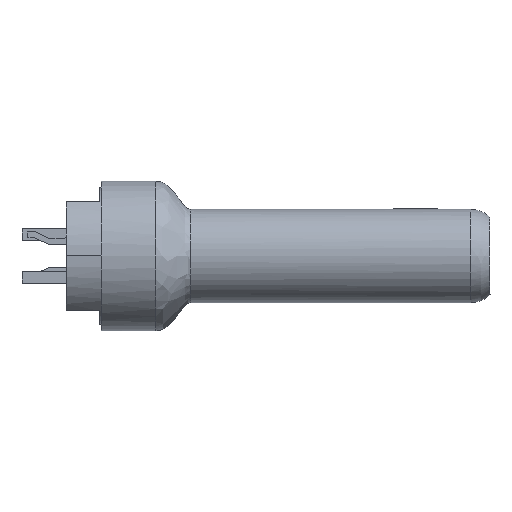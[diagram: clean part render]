
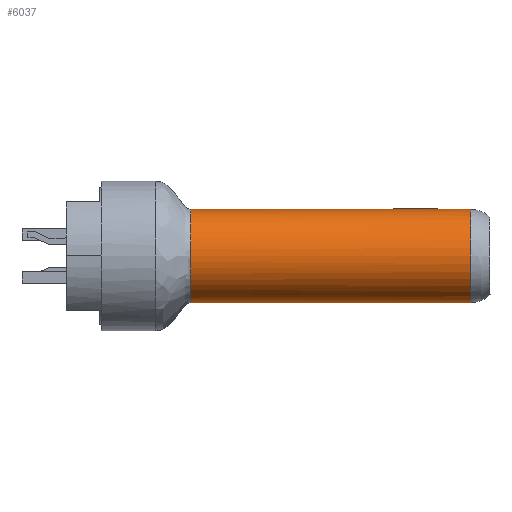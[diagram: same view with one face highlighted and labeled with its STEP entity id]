
A CAD part, left-side view. The second image highlights one B-rep face of the part: STEP entity #6037.
In plain terms, the highlighted cylindrical face has radius 1.2 mm (diameter 2.4 mm), a partial arc.
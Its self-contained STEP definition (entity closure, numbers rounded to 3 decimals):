
#606 = ORIENTED_EDGE ( 'NONE', *, *, #21137, .F. ) ;
#993 = VERTEX_POINT ( 'NONE', #13468 ) ;
#1438 = CARTESIAN_POINT ( 'NONE',  ( -2.925, -5.52, 1.68 ) ) ;
#2885 = CARTESIAN_POINT ( 'NONE',  ( -2.925, 1.68, 2.88 ) ) ;
#4802 = DIRECTION ( 'NONE',  ( -0.063, 0., -0.998 ) ) ;
#5620 = CARTESIAN_POINT ( 'NONE',  ( -3.816, 1.68, 2.494 ) ) ;
#5821 = CARTESIAN_POINT ( 'NONE',  ( -3.252, 1.68, 0.525 ) ) ;
#6034 = CARTESIAN_POINT ( 'NONE',  ( -4.132, 1.68, 1.68 ) ) ;
#6037 = ADVANCED_FACE ( 'NONE', ( #17684 ), #41054, .T. ) ;
#6191 = VERTEX_POINT ( 'NONE', #26644 ) ;
#6242 = CARTESIAN_POINT ( 'NONE',  ( -2.948, 1.68, 0.48 ) ) ;
#7422 = VERTEX_POINT ( 'NONE', #10981 ) ;
#7770 = B_SPLINE_CURVE_WITH_KNOTS ( 'NONE', 3,
 ( #41679, #6242, #15493, #22457, #12768, #12339, #5821, #18254, #12124, #15914, #41253, #34954, #15299, #21840, #6034, #31568, #19094, #18867, #5620, #18665, #34759, #37882, #28767, #15703, #28351, #25205, #38087, #25627, #2885 ),
 .UNSPECIFIED., .F., .F.,
 ( 4, 1, 1, 1, 1, 1, 1, 1, 1, 1, 1, 1, 1, 1, 1, 1, 1, 1, 1, 1, 1, 1, 1, 1, 1, 1, 4 ),
 ( 0., 0.016, 0.031, 0.047, 0.063, 0.078, 0.094, 0.125, 0.188, 0.25, 0.313, 0.375, 0.438, 0.5, 0.563, 0.625, 0.688, 0.75, 0.813, 0.875, 0.906, 0.922, 0.938, 0.953, 0.969, 0.984, 1. ),
 .UNSPECIFIED. ) ;
#8391 = DIRECTION ( 'NONE',  ( 0., 1., 0. ) ) ;
#9908 = VECTOR ( 'NONE', #8391, 1000. ) ;
#10981 = CARTESIAN_POINT ( 'NONE',  ( -2.925, -5.52, 2.88 ) ) ;
#12124 = CARTESIAN_POINT ( 'NONE',  ( -3.468, 1.68, 0.604 ) ) ;
#12233 = LINE ( 'NONE', #35689, #16664 ) ;
#12339 = CARTESIAN_POINT ( 'NONE',  ( -3.189, 1.68, 0.509 ) ) ;
#12495 = CARTESIAN_POINT ( 'NONE',  ( -2.925, 1.68, 2.88 ) ) ;
#12768 = CARTESIAN_POINT ( 'NONE',  ( -3.125, 1.68, 0.496 ) ) ;
#13468 = CARTESIAN_POINT ( 'NONE',  ( -2.925, -5.52, 0.48 ) ) ;
#14000 = EDGE_CURVE ( 'NONE', #6191, #19928, #7770, .T. ) ;
#14963 = AXIS2_PLACEMENT_3D ( 'NONE', #18682, #18885, #15511 ) ;
#15299 = CARTESIAN_POINT ( 'NONE',  ( -4.052, 1.68, 1.248 ) ) ;
#15493 = CARTESIAN_POINT ( 'NONE',  ( -2.993, 1.68, 0.481 ) ) ;
#15511 = DIRECTION ( 'NONE',  ( 1., 0., 0. ) ) ;
#15703 = CARTESIAN_POINT ( 'NONE',  ( -3.189, 1.68, 2.851 ) ) ;
#15914 = CARTESIAN_POINT ( 'NONE',  ( -3.642, 1.68, 0.708 ) ) ;
#16664 = VECTOR ( 'NONE', #28660, 1000. ) ;
#17648 = CARTESIAN_POINT ( 'NONE',  ( -2.925, -5.52, 2.88 ) ) ;
#17684 = FACE_OUTER_BOUND ( 'NONE', #22054, .T. ) ;
#18254 = CARTESIAN_POINT ( 'NONE',  ( -3.333, 1.68, 0.55 ) ) ;
#18665 = CARTESIAN_POINT ( 'NONE',  ( -3.642, 1.68, 2.652 ) ) ;
#18682 = CARTESIAN_POINT ( 'NONE',  ( -2.925, 1.68, 1.68 ) ) ;
#18867 = CARTESIAN_POINT ( 'NONE',  ( -3.953, 1.68, 2.312 ) ) ;
#18885 = DIRECTION ( 'NONE',  ( 0., -1., 0. ) ) ;
#19094 = CARTESIAN_POINT ( 'NONE',  ( -4.052, 1.68, 2.112 ) ) ;
#19928 = VERTEX_POINT ( 'NONE', #12495 ) ;
#21137 = EDGE_CURVE ( 'NONE', #7422, #993, #29446, .T. ) ;
#21840 = CARTESIAN_POINT ( 'NONE',  ( -4.112, 1.68, 1.461 ) ) ;
#22054 = EDGE_LOOP ( 'NONE', ( #33734, #38863, #606, #27526 ) ) ;
#22087 = EDGE_CURVE ( 'NONE', #7422, #19928, #36682, .T. ) ;
#22457 = CARTESIAN_POINT ( 'NONE',  ( -3.06, 1.68, 0.487 ) ) ;
#25205 = CARTESIAN_POINT ( 'NONE',  ( -3.06, 1.68, 2.873 ) ) ;
#25627 = CARTESIAN_POINT ( 'NONE',  ( -2.948, 1.68, 2.88 ) ) ;
#26644 = CARTESIAN_POINT ( 'NONE',  ( -2.925, 1.68, 0.48 ) ) ;
#27526 = ORIENTED_EDGE ( 'NONE', *, *, #22087, .T. ) ;
#28351 = CARTESIAN_POINT ( 'NONE',  ( -3.125, 1.68, 2.864 ) ) ;
#28660 = DIRECTION ( 'NONE',  ( 0., -1., 0. ) ) ;
#28767 = CARTESIAN_POINT ( 'NONE',  ( -3.252, 1.68, 2.835 ) ) ;
#29446 = CIRCLE ( 'NONE', #30817, 1.2 ) ;
#29978 = EDGE_CURVE ( 'NONE', #6191, #993, #12233, .T. ) ;
#30817 = AXIS2_PLACEMENT_3D ( 'NONE', #1438, #36678, #4802 ) ;
#31568 = CARTESIAN_POINT ( 'NONE',  ( -4.112, 1.68, 1.899 ) ) ;
#33734 = ORIENTED_EDGE ( 'NONE', *, *, #14000, .F. ) ;
#34759 = CARTESIAN_POINT ( 'NONE',  ( -3.468, 1.68, 2.756 ) ) ;
#34954 = CARTESIAN_POINT ( 'NONE',  ( -3.953, 1.68, 1.048 ) ) ;
#35689 = CARTESIAN_POINT ( 'NONE',  ( -2.925, 1.68, 0.48 ) ) ;
#36678 = DIRECTION ( 'NONE',  ( 0., -1., 0. ) ) ;
#36682 = LINE ( 'NONE', #17648, #9908 ) ;
#37882 = CARTESIAN_POINT ( 'NONE',  ( -3.333, 1.68, 2.81 ) ) ;
#38087 = CARTESIAN_POINT ( 'NONE',  ( -2.993, 1.68, 2.879 ) ) ;
#38863 = ORIENTED_EDGE ( 'NONE', *, *, #29978, .T. ) ;
#41054 = CYLINDRICAL_SURFACE ( 'NONE', #14963, 1.2 ) ;
#41253 = CARTESIAN_POINT ( 'NONE',  ( -3.816, 1.68, 0.866 ) ) ;
#41679 = CARTESIAN_POINT ( 'NONE',  ( -2.925, 1.68, 0.48 ) ) ;
